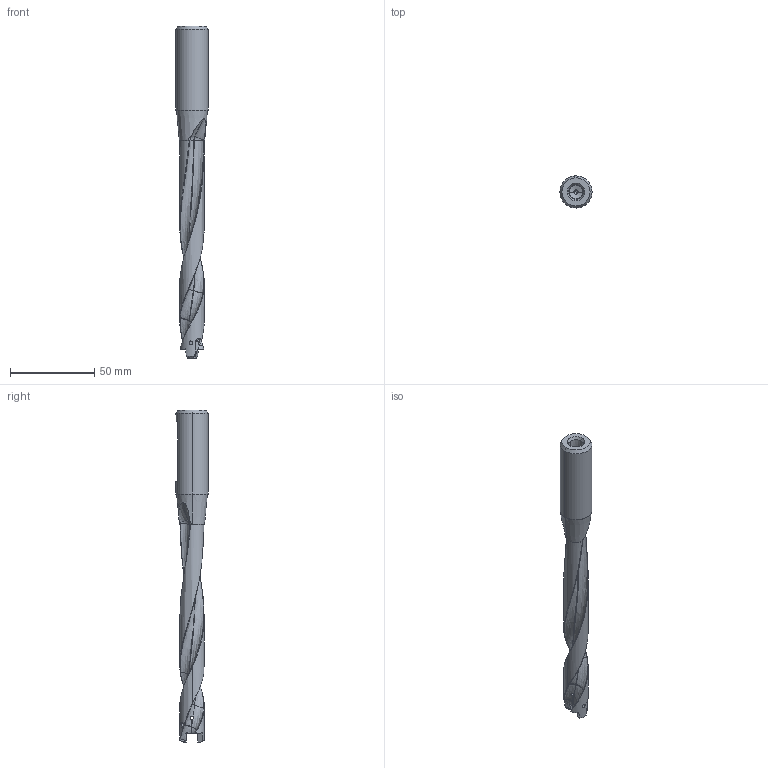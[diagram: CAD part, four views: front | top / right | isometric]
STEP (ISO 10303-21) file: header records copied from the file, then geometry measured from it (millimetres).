
FILE_DESCRIPTION(/* description */ (''),/* implementation_level */ '2;1');
FILE_NAME(/* name */ 'STAWLN0039.stp',/* time_stamp */ '2025-06-11T16:51:46+09:00',/* author */ (''),/* organization */ (''),/* preprocessor_version */ 'ST-DEVELOPER v18.101',/* originating_system */ 'SIEMENS PLM Software NX 2011',/* authorisation */ '');
FILE_SCHEMA (('AUTOMOTIVE_DESIGN { 1 0 10303 214 3 1 1 1 }'));
Length unit declared in the file: millimetre
Products named in the file (1): STAWLN0039_ASM
Bounding box: 19.05 x 19.05 x 197.6 mm (x, y, z)
Volume: 24739.8 mm3; surface area: 13266.1 mm2
Topology: 3 solids, 3 shells, 239 faces, 757 edges, 508 vertices
Faces by surface type: cylinder 81, bspline 44, plane 40, cone 34, sphere 32, torus 6, revolution 2
Entity records: 17155 total; most frequent: CARTESIAN_POINT 11286, ORIENTED_EDGE 1468, DIRECTION 830, EDGE_CURVE 734, VERTEX_POINT 504, B_SPLINE_CURVE_WITH_KNOTS 459, AXIS2_PLACEMENT_3D 343, EDGE_LOOP 252
